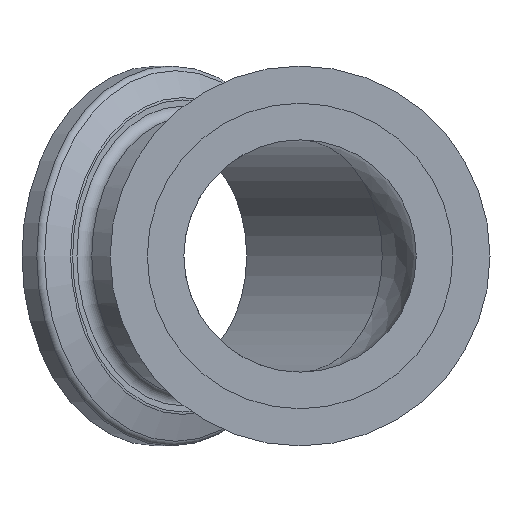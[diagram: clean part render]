
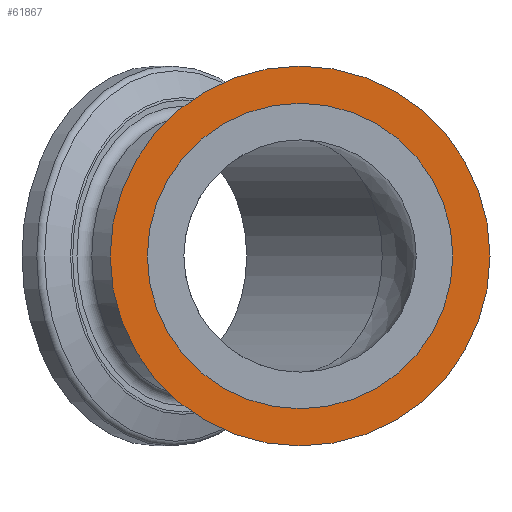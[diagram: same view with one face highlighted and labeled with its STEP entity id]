
A CAD part, left-side view. The second image highlights one B-rep face of the part: STEP entity #61867.
In plain terms, the highlighted planar face has unit normal (-1, 0, 0).
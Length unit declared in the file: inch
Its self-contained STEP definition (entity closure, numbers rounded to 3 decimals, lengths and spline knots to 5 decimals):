
#9710=CARTESIAN_POINT('',(-1.75,-1.635,0.0));
#9711=VERTEX_POINT('',#9710);
#9712=CARTESIAN_POINT('',(-1.75,0.0,0.0));
#9713=DIRECTION('',(-1.0,0.0,0.0));
#9714=DIRECTION('',(0.0,-1.0,0.0));
#9715=AXIS2_PLACEMENT_3D('',#9712,#9713,#9714);
#9716=CIRCLE('',#9715,1.635);
#9717=EDGE_CURVE('',#9711,#9711,#9716,.T.);
#61848=CARTESIAN_POINT('',(-1.75,-1.475,0.0));
#61849=DIRECTION('',(-1.0,0.0,0.0));
#61850=DIRECTION('',(0.0,0.0,1.0));
#61851=AXIS2_PLACEMENT_3D('',#61848,#61849,#61850);
#61852=PLANE('',#61851);
#61853=ORIENTED_EDGE('',*,*,#9717,.T.);
#61854=EDGE_LOOP('',(#61853));
#61855=FACE_OUTER_BOUND('',#61854,.T.);
#61856=CARTESIAN_POINT('',(-1.75,-1.315,0.0));
#61857=VERTEX_POINT('',#61856);
#61858=CARTESIAN_POINT('',(-1.75,0.0,0.0));
#61859=DIRECTION('',(-1.0,0.0,0.0));
#61860=DIRECTION('',(0.0,-1.0,0.0));
#61861=AXIS2_PLACEMENT_3D('',#61858,#61859,#61860);
#61862=CIRCLE('',#61861,1.315);
#61863=EDGE_CURVE('',#61857,#61857,#61862,.T.);
#61864=ORIENTED_EDGE('',*,*,#61863,.F.);
#61865=EDGE_LOOP('',(#61864));
#61866=FACE_BOUND('',#61865,.T.);
#61867=ADVANCED_FACE('',(#61855,#61866),#61852,.T.);
